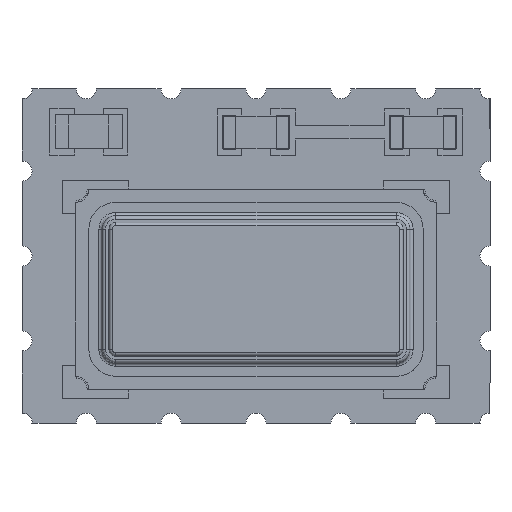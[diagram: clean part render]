
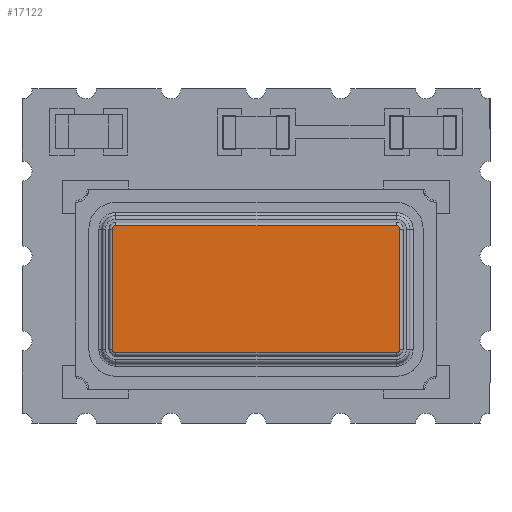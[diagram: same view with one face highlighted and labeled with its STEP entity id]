
A CAD part, top view. The second image highlights one B-rep face of the part: STEP entity #17122.
In plain terms, the highlighted planar face has unit normal (0, 0, 1).
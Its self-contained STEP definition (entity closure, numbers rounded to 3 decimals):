
#908 = CARTESIAN_POINT ( 'NONE',  ( 2.1, -1.45, 2. ) ) ;
#1157 = DIRECTION ( 'NONE',  ( 0., 0., 1. ) ) ;
#1733 = CARTESIAN_POINT ( 'NONE',  ( 2.1, -1.4, 2. ) ) ;
#1755 = CARTESIAN_POINT ( 'NONE',  ( 2.1, 0.45, 2. ) ) ;
#1852 = VERTEX_POINT ( 'NONE', #13306 ) ;
#2555 = CARTESIAN_POINT ( 'NONE',  ( -2.1, 0.4, 2. ) ) ;
#2986 = CARTESIAN_POINT ( 'NONE',  ( 2.15, -1.6, 2. ) ) ;
#3148 = EDGE_CURVE ( 'NONE', #12339, #4336, #7119, .T. ) ;
#3170 = VERTEX_POINT ( 'NONE', #7757 ) ;
#3310 = DIRECTION ( 'NONE',  ( 1., 0., 0. ) ) ;
#3482 = LINE ( 'NONE', #2986, #11431 ) ;
#3614 = ORIENTED_EDGE ( 'NONE', *, *, #3148, .F. ) ;
#3804 = ORIENTED_EDGE ( 'NONE', *, *, #15218, .T. ) ;
#3927 = VERTEX_POINT ( 'NONE', #8773 ) ;
#4151 = DIRECTION ( 'NONE',  ( 1., 0., 0. ) ) ;
#4231 = EDGE_CURVE ( 'NONE', #7206, #3927, #19601, .T. ) ;
#4336 = VERTEX_POINT ( 'NONE', #5507 ) ;
#4585 = DIRECTION ( 'NONE',  ( 0., -1., 0. ) ) ;
#4756 = CIRCLE ( 'NONE', #19925, 0.05 ) ;
#4901 = AXIS2_PLACEMENT_3D ( 'NONE', #1733, #12795, #3310 ) ;
#5154 = EDGE_CURVE ( 'NONE', #7206, #4336, #19145, .T. ) ;
#5507 = CARTESIAN_POINT ( 'NONE',  ( -2.1, -1.45, 2. ) ) ;
#5937 = LINE ( 'NONE', #18270, #13838 ) ;
#6590 = DIRECTION ( 'NONE',  ( 0., 0., 1. ) ) ;
#7003 = VECTOR ( 'NONE', #14690, 1000. ) ;
#7070 = DIRECTION ( 'NONE',  ( 0., 0., 1. ) ) ;
#7100 = CARTESIAN_POINT ( 'NONE',  ( -2.15, -1.4, 2. ) ) ;
#7119 = LINE ( 'NONE', #12394, #10801 ) ;
#7152 = ORIENTED_EDGE ( 'NONE', *, *, #17386, .T. ) ;
#7206 = VERTEX_POINT ( 'NONE', #7100 ) ;
#7757 = CARTESIAN_POINT ( 'NONE',  ( 2.15, -1.4, 2. ) ) ;
#7846 = EDGE_LOOP ( 'NONE', ( #3614, #9397, #18051, #3804, #18785, #7152, #17057, #14474 ) ) ;
#8572 = PLANE ( 'NONE',  #17565 ) ;
#8773 = CARTESIAN_POINT ( 'NONE',  ( -2.15, 0.4, 2. ) ) ;
#9397 = ORIENTED_EDGE ( 'NONE', *, *, #14352, .T. ) ;
#9539 = FACE_OUTER_BOUND ( 'NONE', #7846, .T. ) ;
#9914 = CARTESIAN_POINT ( 'NONE',  ( -2.1, 0.45, 2. ) ) ;
#10623 = CARTESIAN_POINT ( 'NONE',  ( 2.1, 0.4, 2. ) ) ;
#10801 = VECTOR ( 'NONE', #13937, 1000. ) ;
#11259 = AXIS2_PLACEMENT_3D ( 'NONE', #2555, #13613, #4151 ) ;
#11431 = VECTOR ( 'NONE', #4585, 1000. ) ;
#12213 = DIRECTION ( 'NONE',  ( 0., -1., 0. ) ) ;
#12339 = VERTEX_POINT ( 'NONE', #908 ) ;
#12394 = CARTESIAN_POINT ( 'NONE',  ( -2.3, -1.45, 2. ) ) ;
#12593 = AXIS2_PLACEMENT_3D ( 'NONE', #16058, #6590, #17646 ) ;
#12795 = DIRECTION ( 'NONE',  ( 0., 0., 1. ) ) ;
#13100 = CARTESIAN_POINT ( 'NONE',  ( -2.15, 0.6, 2. ) ) ;
#13226 = CIRCLE ( 'NONE', #11259, 0.05 ) ;
#13306 = CARTESIAN_POINT ( 'NONE',  ( 2.15, 0.4, 2. ) ) ;
#13613 = DIRECTION ( 'NONE',  ( 0., 0., 1. ) ) ;
#13773 = VERTEX_POINT ( 'NONE', #1755 ) ;
#13838 = VECTOR ( 'NONE', #19892, 1000. ) ;
#13937 = DIRECTION ( 'NONE',  ( -1., 0., 0. ) ) ;
#14352 = EDGE_CURVE ( 'NONE', #12339, #3170, #19950, .T. ) ;
#14474 = ORIENTED_EDGE ( 'NONE', *, *, #5154, .T. ) ;
#14690 = DIRECTION ( 'NONE',  ( 0., 1., 0. ) ) ;
#15218 = EDGE_CURVE ( 'NONE', #1852, #13773, #4756, .T. ) ;
#15345 = EDGE_CURVE ( 'NONE', #1852, #3170, #3482, .T. ) ;
#16058 = CARTESIAN_POINT ( 'NONE',  ( -2.1, -1.4, 2. ) ) ;
#16150 = EDGE_CURVE ( 'NONE', #19431, #13773, #5937, .T. ) ;
#16539 = CARTESIAN_POINT ( 'NONE',  ( 0., 0., 2. ) ) ;
#17057 = ORIENTED_EDGE ( 'NONE', *, *, #4231, .F. ) ;
#17122 = ADVANCED_FACE ( 'NONE', ( #9539 ), #8572, .T. ) ;
#17386 = EDGE_CURVE ( 'NONE', #19431, #3927, #13226, .T. ) ;
#17565 = AXIS2_PLACEMENT_3D ( 'NONE', #16539, #7070, #18100 ) ;
#17646 = DIRECTION ( 'NONE',  ( 1., 0., 0. ) ) ;
#18051 = ORIENTED_EDGE ( 'NONE', *, *, #15345, .F. ) ;
#18100 = DIRECTION ( 'NONE',  ( 1., 0., 0. ) ) ;
#18270 = CARTESIAN_POINT ( 'NONE',  ( 2.3, 0.45, 2. ) ) ;
#18785 = ORIENTED_EDGE ( 'NONE', *, *, #16150, .F. ) ;
#19145 = CIRCLE ( 'NONE', #12593, 0.05 ) ;
#19431 = VERTEX_POINT ( 'NONE', #9914 ) ;
#19601 = LINE ( 'NONE', #13100, #7003 ) ;
#19892 = DIRECTION ( 'NONE',  ( 1., 0., 0. ) ) ;
#19925 = AXIS2_PLACEMENT_3D ( 'NONE', #10623, #1157, #12213 ) ;
#19950 = CIRCLE ( 'NONE', #4901, 0.05 ) ;
